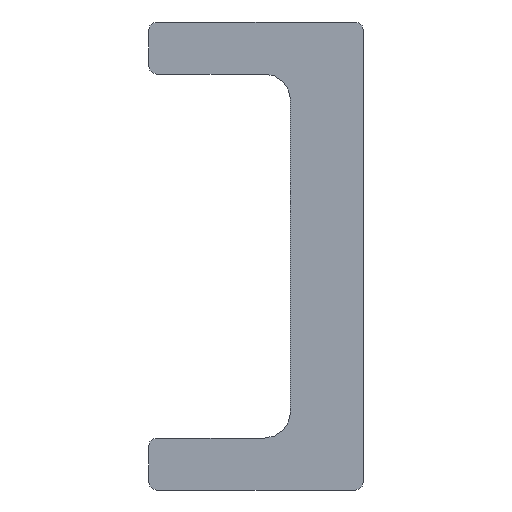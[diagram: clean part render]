
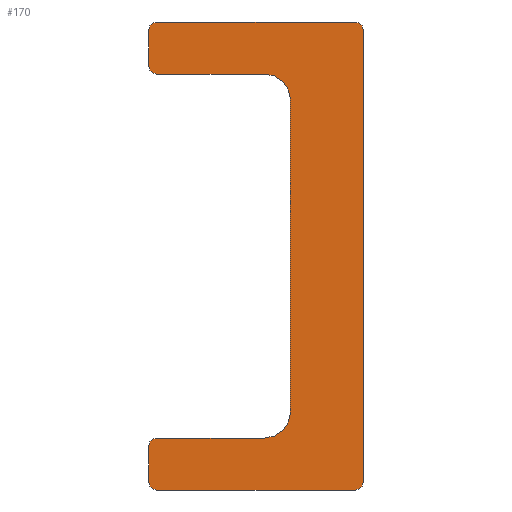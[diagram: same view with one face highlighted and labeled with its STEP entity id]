
A CAD part, front view. The second image highlights one B-rep face of the part: STEP entity #170.
In plain terms, the highlighted planar face has unit normal (0, -1, 0).
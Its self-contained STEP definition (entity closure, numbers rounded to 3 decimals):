
#170 = ADVANCED_FACE( '', ( #398 ), #399, .F. );
#398 = FACE_OUTER_BOUND( '', #619, .T. );
#399 = PLANE( '', #620 );
#619 = EDGE_LOOP( '', ( #993, #994, #995, #996, #997, #998, #999, #1000, #1001, #1002, #1003, #1004, #1005, #1006, #1007, #1008 ) );
#620 = AXIS2_PLACEMENT_3D( '', #1009, #1010, #1011 );
#993 = ORIENTED_EDGE( '', *, *, #1129, .F. );
#994 = ORIENTED_EDGE( '', *, *, #1081, .T. );
#995 = ORIENTED_EDGE( '', *, *, #1153, .F. );
#996 = ORIENTED_EDGE( '', *, *, #1030, .T. );
#997 = ORIENTED_EDGE( '', *, *, #1105, .F. );
#998 = ORIENTED_EDGE( '', *, *, #1068, .T. );
#999 = ORIENTED_EDGE( '', *, *, #1075, .F. );
#1000 = ORIENTED_EDGE( '', *, *, #1155, .T. );
#1001 = ORIENTED_EDGE( '', *, *, #1140, .F. );
#1002 = ORIENTED_EDGE( '', *, *, #1064, .T. );
#1003 = ORIENTED_EDGE( '', *, *, #1160, .F. );
#1004 = ORIENTED_EDGE( '', *, *, #1035, .T. );
#1005 = ORIENTED_EDGE( '', *, *, #1146, .F. );
#1006 = ORIENTED_EDGE( '', *, *, #1096, .T. );
#1007 = ORIENTED_EDGE( '', *, *, #1112, .F. );
#1008 = ORIENTED_EDGE( '', *, *, #1150, .T. );
#1009 = CARTESIAN_POINT( '', ( -4.125, 0., 9. ) );
#1010 = DIRECTION( '', ( 0., 1., 0. ) );
#1011 = DIRECTION( '', ( 0., 0., 1. ) );
#1030 = EDGE_CURVE( '', #1185, #1183, #1186, .F. );
#1035 = EDGE_CURVE( '', #1194, #1192, #1195, .F. );
#1064 = EDGE_CURVE( '', #1243, #1241, #1244, .T. );
#1068 = EDGE_CURVE( '', #1249, #1247, #1250, .F. );
#1075 = EDGE_CURVE( '', #1258, #1247, #1260, .T. );
#1081 = EDGE_CURVE( '', #1269, #1267, #1270, .F. );
#1096 = EDGE_CURVE( '', #1293, #1291, #1294, .F. );
#1105 = EDGE_CURVE( '', #1249, #1183, #1307, .T. );
#1112 = EDGE_CURVE( '', #1315, #1291, #1317, .T. );
#1129 = EDGE_CURVE( '', #1269, #1344, #1345, .T. );
#1140 = EDGE_CURVE( '', #1243, #1363, #1364, .T. );
#1146 = EDGE_CURVE( '', #1293, #1192, #1371, .T. );
#1150 = EDGE_CURVE( '', #1315, #1344, #1375, .F. );
#1153 = EDGE_CURVE( '', #1185, #1267, #1378, .T. );
#1155 = EDGE_CURVE( '', #1258, #1363, #1380, .T. );
#1160 = EDGE_CURVE( '', #1194, #1241, #1386, .T. );
#1183 = VERTEX_POINT( '', #1409 );
#1185 = VERTEX_POINT( '', #1412 );
#1186 = CIRCLE( '', #1413, 0.3 );
#1192 = VERTEX_POINT( '', #1420 );
#1194 = VERTEX_POINT( '', #1423 );
#1195 = CIRCLE( '', #1424, 0.3 );
#1241 = VERTEX_POINT( '', #1479 );
#1243 = VERTEX_POINT( '', #1482 );
#1244 = CIRCLE( '', #1483, 1. );
#1247 = VERTEX_POINT( '', #1487 );
#1249 = VERTEX_POINT( '', #1490 );
#1250 = CIRCLE( '', #1491, 0.3 );
#1258 = VERTEX_POINT( '', #1500 );
#1260 = LINE( '', #1503, #1504 );
#1267 = VERTEX_POINT( '', #1511 );
#1269 = VERTEX_POINT( '', #1514 );
#1270 = CIRCLE( '', #1515, 0.3 );
#1291 = VERTEX_POINT( '', #1537 );
#1293 = VERTEX_POINT( '', #1540 );
#1294 = CIRCLE( '', #1541, 0.3 );
#1307 = LINE( '', #1555, #1556 );
#1315 = VERTEX_POINT( '', #1564 );
#1317 = LINE( '', #1567, #1568 );
#1344 = VERTEX_POINT( '', #1595 );
#1345 = LINE( '', #1596, #1597 );
#1363 = VERTEX_POINT( '', #1616 );
#1364 = LINE( '', #1617, #1618 );
#1371 = LINE( '', #1626, #1627 );
#1375 = CIRCLE( '', #1631, 0.3 );
#1378 = LINE( '', #1634, #1635 );
#1380 = CIRCLE( '', #1637, 1. );
#1386 = LINE( '', #1643, #1644 );
#1409 = CARTESIAN_POINT( '', ( -4.125, 0., 8.7 ) );
#1412 = CARTESIAN_POINT( '', ( -3.825, 0., 9. ) );
#1413 = AXIS2_PLACEMENT_3D( '', #1670, #1671, #1672 );
#1420 = CARTESIAN_POINT( '', ( -4.125, 0., -7.3 ) );
#1423 = CARTESIAN_POINT( '', ( -3.825, 0., -7. ) );
#1424 = AXIS2_PLACEMENT_3D( '', #1678, #1679, #1680 );
#1479 = CARTESIAN_POINT( '', ( 0.325, 0., -7. ) );
#1482 = CARTESIAN_POINT( '', ( 1.325, 0., -6. ) );
#1483 = AXIS2_PLACEMENT_3D( '', #1727, #1728, #1729 );
#1487 = CARTESIAN_POINT( '', ( -3.825, 0., 7. ) );
#1490 = CARTESIAN_POINT( '', ( -4.125, 0., 7.3 ) );
#1491 = AXIS2_PLACEMENT_3D( '', #1732, #1733, #1734 );
#1500 = CARTESIAN_POINT( '', ( 0.325, 0., 7. ) );
#1503 = CARTESIAN_POINT( '', ( -4.125, 0., 7. ) );
#1504 = VECTOR( '', #1743, 1000. );
#1511 = CARTESIAN_POINT( '', ( 3.825, 0., 9. ) );
#1514 = CARTESIAN_POINT( '', ( 4.125, 0., 8.7 ) );
#1515 = AXIS2_PLACEMENT_3D( '', #1751, #1752, #1753 );
#1537 = CARTESIAN_POINT( '', ( -3.825, 0., -9. ) );
#1540 = CARTESIAN_POINT( '', ( -4.125, 0., -8.7 ) );
#1541 = AXIS2_PLACEMENT_3D( '', #1777, #1778, #1779 );
#1555 = CARTESIAN_POINT( '', ( -4.125, 0., -9. ) );
#1556 = VECTOR( '', #1793, 1000. );
#1564 = CARTESIAN_POINT( '', ( 3.825, 0., -9. ) );
#1567 = CARTESIAN_POINT( '', ( 4.125, 0., -9. ) );
#1568 = VECTOR( '', #1801, 1000. );
#1595 = CARTESIAN_POINT( '', ( 4.125, 0., -8.7 ) );
#1596 = CARTESIAN_POINT( '', ( 4.125, 0., 9. ) );
#1597 = VECTOR( '', #1832, 1000. );
#1616 = CARTESIAN_POINT( '', ( 1.325, 0., 6. ) );
#1617 = CARTESIAN_POINT( '', ( 1.325, 0., 7. ) );
#1618 = VECTOR( '', #1855, 1000. );
#1626 = CARTESIAN_POINT( '', ( -4.125, 0., -9. ) );
#1627 = VECTOR( '', #1860, 1000. );
#1631 = AXIS2_PLACEMENT_3D( '', #1861, #1862, #1863 );
#1634 = CARTESIAN_POINT( '', ( -4.125, 0., 9. ) );
#1635 = VECTOR( '', #1864, 1000. );
#1637 = AXIS2_PLACEMENT_3D( '', #1865, #1866, #1867 );
#1643 = CARTESIAN_POINT( '', ( 1.325, 0., -7. ) );
#1644 = VECTOR( '', #1871, 1000. );
#1670 = CARTESIAN_POINT( '', ( -3.825, 0., 8.7 ) );
#1671 = DIRECTION( '', ( 0., 1., 0. ) );
#1672 = DIRECTION( '', ( 0., 0., 1. ) );
#1678 = CARTESIAN_POINT( '', ( -3.825, 0., -7.3 ) );
#1679 = DIRECTION( '', ( 0., 1., 0. ) );
#1680 = DIRECTION( '', ( 0., 0., 1. ) );
#1727 = CARTESIAN_POINT( '', ( 0.325, 0., -6. ) );
#1728 = DIRECTION( '', ( 0., 1., 0. ) );
#1729 = DIRECTION( '', ( 0., 0., 1. ) );
#1732 = CARTESIAN_POINT( '', ( -3.825, 0., 7.3 ) );
#1733 = DIRECTION( '', ( 0., 1., 0. ) );
#1734 = DIRECTION( '', ( 0., 0., 1. ) );
#1743 = DIRECTION( '', ( -1., 0., 0. ) );
#1751 = CARTESIAN_POINT( '', ( 3.825, 0., 8.7 ) );
#1752 = DIRECTION( '', ( 0., 1., 0. ) );
#1753 = DIRECTION( '', ( 0., 0., 1. ) );
#1777 = CARTESIAN_POINT( '', ( -3.825, 0., -8.7 ) );
#1778 = DIRECTION( '', ( 0., 1., 0. ) );
#1779 = DIRECTION( '', ( 0., 0., 1. ) );
#1793 = DIRECTION( '', ( 0., 0., 1. ) );
#1801 = DIRECTION( '', ( -1., 0., 0. ) );
#1832 = DIRECTION( '', ( 0., 0., -1. ) );
#1855 = DIRECTION( '', ( 0., 0., 1. ) );
#1860 = DIRECTION( '', ( 0., 0., 1. ) );
#1861 = CARTESIAN_POINT( '', ( 3.825, 0., -8.7 ) );
#1862 = DIRECTION( '', ( 0., 1., 0. ) );
#1863 = DIRECTION( '', ( 0., 0., 1. ) );
#1864 = DIRECTION( '', ( 1., 0., 0. ) );
#1865 = CARTESIAN_POINT( '', ( 0.325, 0., 6. ) );
#1866 = DIRECTION( '', ( 0., 1., 0. ) );
#1867 = DIRECTION( '', ( 0., 0., 1. ) );
#1871 = DIRECTION( '', ( 1., 0., 0. ) );
